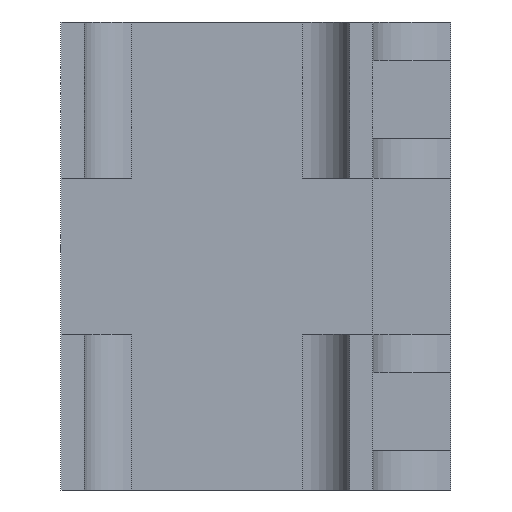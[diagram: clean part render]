
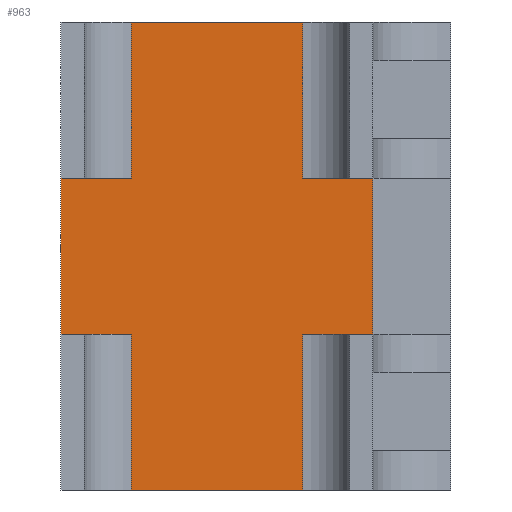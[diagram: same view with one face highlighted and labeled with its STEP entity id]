
A CAD part, front view. The second image highlights one B-rep face of the part: STEP entity #963.
In plain terms, the highlighted planar face has unit normal (0, -1, 0).
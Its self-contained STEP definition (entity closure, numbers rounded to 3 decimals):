
#77=FACE_OUTER_BOUND('',#124,.T.);
#124=EDGE_LOOP('',(#810,#811,#812,#813,#814,#815,#816,#817,#818,#819,#820,
#821));
#145=LINE('',#1335,#268);
#178=LINE('',#1415,#301);
#185=LINE('',#1431,#308);
#196=LINE('',#1451,#319);
#200=LINE('',#1461,#323);
#216=LINE('',#1493,#339);
#220=LINE('',#1504,#343);
#231=LINE('',#1525,#354);
#232=LINE('',#1531,#355);
#236=LINE('',#1541,#359);
#237=LINE('',#1542,#360);
#238=LINE('',#1543,#361);
#268=VECTOR('',#1078,10.);
#301=VECTOR('',#1147,10.);
#308=VECTOR('',#1160,10.);
#319=VECTOR('',#1183,10.);
#323=VECTOR('',#1191,10.);
#339=VECTOR('',#1221,10.);
#343=VECTOR('',#1231,10.);
#354=VECTOR('',#1254,10.);
#355=VECTOR('',#1259,10.);
#359=VECTOR('',#1267,10.);
#360=VECTOR('',#1268,10.);
#361=VECTOR('',#1269,10.);
#392=VERTEX_POINT('',#1332);
#393=VERTEX_POINT('',#1334);
#421=VERTEX_POINT('',#1411);
#422=VERTEX_POINT('',#1413);
#428=VERTEX_POINT('',#1429);
#433=VERTEX_POINT('',#1454);
#444=VERTEX_POINT('',#1492);
#446=VERTEX_POINT('',#1497);
#448=VERTEX_POINT('',#1502);
#454=VERTEX_POINT('',#1528);
#455=VERTEX_POINT('',#1530);
#459=VERTEX_POINT('',#1540);
#481=EDGE_CURVE('',#393,#392,#145,.T.);
#522=EDGE_CURVE('',#421,#422,#178,.T.);
#530=EDGE_CURVE('',#428,#392,#185,.T.);
#541=EDGE_CURVE('',#421,#428,#196,.T.);
#546=EDGE_CURVE('',#433,#393,#200,.T.);
#562=EDGE_CURVE('',#444,#433,#216,.T.);
#568=EDGE_CURVE('',#446,#448,#220,.T.);
#579=EDGE_CURVE('',#422,#446,#231,.T.);
#581=EDGE_CURVE('',#454,#455,#232,.T.);
#586=EDGE_CURVE('',#459,#454,#236,.T.);
#587=EDGE_CURVE('',#459,#444,#237,.T.);
#588=EDGE_CURVE('',#455,#448,#238,.T.);
#810=ORIENTED_EDGE('',*,*,#581,.F.);
#811=ORIENTED_EDGE('',*,*,#586,.F.);
#812=ORIENTED_EDGE('',*,*,#587,.T.);
#813=ORIENTED_EDGE('',*,*,#562,.T.);
#814=ORIENTED_EDGE('',*,*,#546,.T.);
#815=ORIENTED_EDGE('',*,*,#481,.T.);
#816=ORIENTED_EDGE('',*,*,#530,.F.);
#817=ORIENTED_EDGE('',*,*,#541,.F.);
#818=ORIENTED_EDGE('',*,*,#522,.T.);
#819=ORIENTED_EDGE('',*,*,#579,.T.);
#820=ORIENTED_EDGE('',*,*,#568,.T.);
#821=ORIENTED_EDGE('',*,*,#588,.F.);
#916=PLANE('',#1049);
#963=ADVANCED_FACE('',(#77),#916,.T.);
#1049=AXIS2_PLACEMENT_3D('',#1539,#1265,#1266);
#1078=DIRECTION('',(1.,0.,0.));
#1147=DIRECTION('',(0.,0.,1.));
#1160=DIRECTION('',(0.,0.,-1.));
#1183=DIRECTION('',(-1.,0.,0.));
#1191=DIRECTION('',(0.,0.,-1.));
#1221=DIRECTION('',(1.,0.,0.));
#1231=DIRECTION('',(0.,0.,1.));
#1254=DIRECTION('',(-1.,0.,0.));
#1259=DIRECTION('',(0.,0.,1.));
#1265=DIRECTION('center_axis',(0.,-1.,0.));
#1266=DIRECTION('ref_axis',(1.,0.,0.));
#1267=DIRECTION('',(1.,0.,0.));
#1268=DIRECTION('',(0.,0.,-1.));
#1269=DIRECTION('',(1.,0.,0.));
#1332=CARTESIAN_POINT('',(5.5,15.,-15.));
#1334=CARTESIAN_POINT('',(-5.5,15.,-15.));
#1335=CARTESIAN_POINT('',(-10.,15.,-15.));
#1411=CARTESIAN_POINT('',(10.,15.,-5.));
#1413=CARTESIAN_POINT('',(10.,15.,5.));
#1415=CARTESIAN_POINT('',(10.,15.,0.));
#1429=CARTESIAN_POINT('',(5.5,15.,-5.));
#1431=CARTESIAN_POINT('',(5.5,15.,-2.5));
#1451=CARTESIAN_POINT('',(10.,15.,-5.));
#1454=CARTESIAN_POINT('',(-5.5,15.,-5.));
#1461=CARTESIAN_POINT('',(-5.5,15.,-2.5));
#1492=CARTESIAN_POINT('',(-10.,15.,-5.));
#1493=CARTESIAN_POINT('',(-10.,15.,-5.));
#1497=CARTESIAN_POINT('',(5.5,15.,5.));
#1502=CARTESIAN_POINT('',(5.5,15.,15.));
#1504=CARTESIAN_POINT('',(5.5,15.,2.5));
#1525=CARTESIAN_POINT('',(10.,15.,5.));
#1528=CARTESIAN_POINT('',(-5.5,15.,5.));
#1530=CARTESIAN_POINT('',(-5.5,15.,15.));
#1531=CARTESIAN_POINT('',(-5.5,15.,2.5));
#1539=CARTESIAN_POINT('Origin',(-10.,15.,0.));
#1540=CARTESIAN_POINT('',(-10.,15.,5.));
#1541=CARTESIAN_POINT('',(-10.,15.,5.));
#1542=CARTESIAN_POINT('',(-10.,15.,0.));
#1543=CARTESIAN_POINT('',(-10.,15.,15.));
